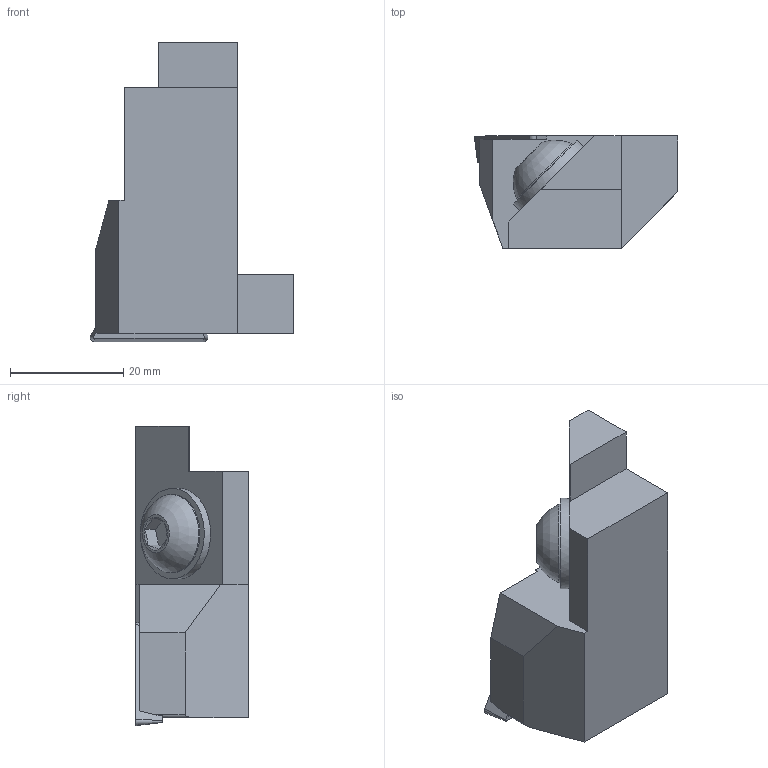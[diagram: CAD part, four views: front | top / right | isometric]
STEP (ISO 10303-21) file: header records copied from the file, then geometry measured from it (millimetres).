
FILE_DESCRIPTION(/* description */ (''),/* implementation_level */ '2;1');
FILE_NAME(/* name */ '1560777912761.stp',/* time_stamp */ '2019-06-17T15:25:17+02:00',/* author */ (''),/* organization */ ('SMS'),/* preprocessor_version */ 'ST-DEVELOPER v15',/* originating_system */ 'SIEMENS PLM Software NX 8.5',/* authorisation */ '');
FILE_SCHEMA (('AUTOMOTIVE_DESIGN { 1 0 10303 214 3 1 1 1 }'));
Length unit declared in the file: millimetre
Products named in the file (4): IsoTurningInsert; ASSEMBLY_CONSTRUCTION; 202354142mod000_00; 111150901mod000_01
Assembly tree (3 placements, depth 2):
  111150901mod000_01
    202354142mod000_00
    ASSEMBLY_CONSTRUCTION
    IsoTurningInsert
Bounding box: 36.02 x 19.9 x 53 mm (x, y, z)
Volume: 19588.1 mm3; surface area: 6205.8 mm2
Topology: 2 solids, 2 shells, 58 faces, 137 edges, 93 vertices
Faces by surface type: plane 37, cone 11, cylinder 5, torus 4, sphere 1
Full cylindrical faces by diameter (mm): 5.5 x2, 13.875 x1, 16 x1
Entity records: 1755 total; most frequent: CARTESIAN_POINT 312, DIRECTION 280, ORIENTED_EDGE 240, EDGE_CURVE 120, AXIS2_PLACEMENT_3D 98, LINE 84, VECTOR 84, VERTEX_POINT 81
